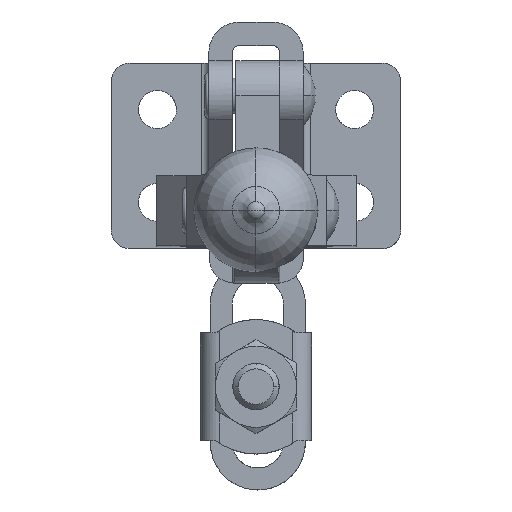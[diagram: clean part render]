
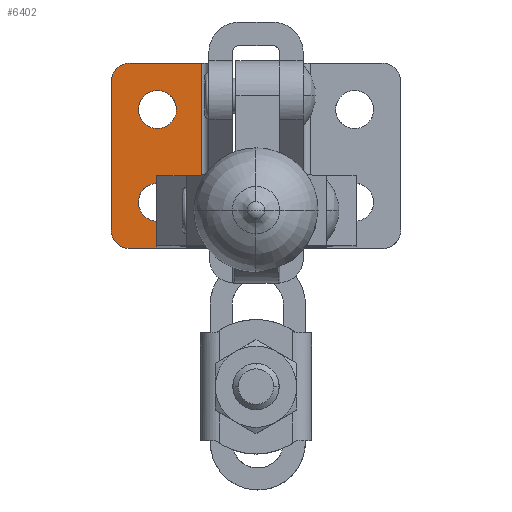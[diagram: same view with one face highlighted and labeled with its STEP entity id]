
A CAD part, top view. The second image highlights one B-rep face of the part: STEP entity #6402.
In plain terms, the highlighted planar face has unit normal (0, 0, 1).
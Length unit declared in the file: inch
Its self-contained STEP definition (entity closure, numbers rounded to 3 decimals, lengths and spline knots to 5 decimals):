
#4229=VERTEX_POINT('',#12853);
#5239=VERTEX_POINT('',#13940);
#5436=VERTEX_POINT('',#14156);
#5680=VERTEX_POINT('',#14408);
#6402=ADVANCED_FACE('',(#15178,#15179,#15180),#15181,.T.);
#7002=VERTEX_POINT('',#15819);
#7987=VERTEX_POINT('',#16878);
#8019=EDGE_CURVE('',#8948,#7002,#16912,.T.);
#8059=VERTEX_POINT('',#16953);
#8194=EDGE_CURVE('',#8938,#8948,#17100,.T.);
#8814=EDGE_CURVE('',#8059,#7987,#17772,.T.);
#8938=VERTEX_POINT('',#17907);
#8948=VERTEX_POINT('',#17919);
#8989=EDGE_CURVE('',#11380,#5436,#17961,.T.);
#10583=EDGE_CURVE('',#5436,#11380,#19676,.T.);
#10892=EDGE_CURVE('',#7987,#8059,#20003,.T.);
#11057=EDGE_CURVE('',#8938,#4229,#20175,.T.);
#11380=VERTEX_POINT('',#20517);
#11382=EDGE_CURVE('',#5239,#4229,#20519,.T.);
#11761=EDGE_CURVE('',#7002,#5680,#20915,.T.);
#12230=EDGE_CURVE('',#5680,#5239,#21421,.T.);
#12853=CARTESIAN_POINT('',(-0.29331,0.0,0.12598));
#13940=CARTESIAN_POINT('',(-0.67913,0.,0.12598));
#14156=CARTESIAN_POINT('',(-0.42913,-0.75,0.12598));
#14408=CARTESIAN_POINT('',(-0.7815,-0.10236,0.12598));
#15178=FACE_OUTER_BOUND('',#28369,.T.);
#15179=FACE_BOUND('',#28370,.T.);
#15180=FACE_BOUND('',#28371,.T.);
#15181=PLANE('',#28372);
#15819=CARTESIAN_POINT('',(-0.7815,-0.89764,0.12598));
#16878=CARTESIAN_POINT('',(-0.63386,-0.25,0.12598));
#16912=(B_SPLINE_CURVE(3,(#32567,#32568,#32569,#32570),.UNSPECIFIED.,.F.,.F.)B_SPLINE_CURVE_WITH_KNOTS((4,4),(4.71239,6.28319),.UNSPECIFIED.)RATIONAL_B_SPLINE_CURVE((1.0,0.805,0.805,1.0))BOUNDED_CURVE()REPRESENTATION_ITEM('')GEOMETRIC_REPRESENTATION_ITEM()CURVE());
#16953=CARTESIAN_POINT('',(-0.42913,-0.25,0.12598));
#17100=B_SPLINE_CURVE_WITH_KNOTS('',1,(#33091,#33092),.UNSPECIFIED.,.F.,.F.,(2,2),(-0.0124,-0.0026),.UNSPECIFIED.);
#17772=(B_SPLINE_CURVE(3,(#35128,#35129,#35130,#35131),.UNSPECIFIED.,.F.,.F.)B_SPLINE_CURVE_WITH_KNOTS((4,4),(-6.28319,-3.14159),.UNSPECIFIED.)RATIONAL_B_SPLINE_CURVE((1.0,0.333,0.333,1.0))BOUNDED_CURVE()REPRESENTATION_ITEM('')GEOMETRIC_REPRESENTATION_ITEM()CURVE());
#17907=CARTESIAN_POINT('',(-0.29331,-1.0,0.12598));
#17919=CARTESIAN_POINT('',(-0.67913,-1.0,0.12598));
#17961=(B_SPLINE_CURVE(3,(#35684,#35685,#35686,#35687),.UNSPECIFIED.,.F.,.F.)B_SPLINE_CURVE_WITH_KNOTS((4,4),(-3.14159,0.0),.UNSPECIFIED.)RATIONAL_B_SPLINE_CURVE((1.0,0.333,0.333,1.0))BOUNDED_CURVE()REPRESENTATION_ITEM('')GEOMETRIC_REPRESENTATION_ITEM()CURVE());
#19676=(B_SPLINE_CURVE(3,(#40529,#40530,#40531,#40532),.UNSPECIFIED.,.F.,.F.)B_SPLINE_CURVE_WITH_KNOTS((4,4),(-6.28319,-3.14159),.UNSPECIFIED.)RATIONAL_B_SPLINE_CURVE((1.0,0.333,0.333,1.0))BOUNDED_CURVE()REPRESENTATION_ITEM('')GEOMETRIC_REPRESENTATION_ITEM()CURVE());
#20003=(B_SPLINE_CURVE(3,(#41768,#41769,#41770,#41771),.UNSPECIFIED.,.F.,.F.)B_SPLINE_CURVE_WITH_KNOTS((4,4),(-3.14159,0.0),.UNSPECIFIED.)RATIONAL_B_SPLINE_CURVE((1.0,0.333,0.333,1.0))BOUNDED_CURVE()REPRESENTATION_ITEM('')GEOMETRIC_REPRESENTATION_ITEM()CURVE());
#20175=B_SPLINE_CURVE_WITH_KNOTS('',1,(#42478,#42479),.UNSPECIFIED.,.F.,.F.,(2,2),(-0.0372,-0.0118),.UNSPECIFIED.);
#20517=CARTESIAN_POINT('',(-0.63386,-0.75,0.12598));
#20519=B_SPLINE_CURVE_WITH_KNOTS('',1,(#43299,#43300),.UNSPECIFIED.,.F.,.F.,(2,2),(0.0026,0.0124),.UNSPECIFIED.);
#20915=B_SPLINE_CURVE_WITH_KNOTS('',1,(#44950,#44951),.UNSPECIFIED.,.F.,.F.,(2,2),(-0.0183,0.0019),.UNSPECIFIED.);
#21421=(B_SPLINE_CURVE(3,(#46077,#46078,#46079,#46080),.UNSPECIFIED.,.F.,.F.)B_SPLINE_CURVE_WITH_KNOTS((4,4),(0.0,1.5708),.UNSPECIFIED.)RATIONAL_B_SPLINE_CURVE((1.0,0.805,0.805,1.0))BOUNDED_CURVE()REPRESENTATION_ITEM('')GEOMETRIC_REPRESENTATION_ITEM()CURVE());
#28369=EDGE_LOOP('',(#49667,#49668,#49669,#49670,#49671,#49672));
#28370=EDGE_LOOP('',(#49673,#49674));
#28371=EDGE_LOOP('',(#49675,#49676));
#28372=AXIS2_PLACEMENT_3D('',#49677,#49678,#49679);
#32567=CARTESIAN_POINT('',(-0.67913,-1.0,0.12598));
#32568=CARTESIAN_POINT('',(-0.7391,-1.0,0.12598));
#32569=CARTESIAN_POINT('',(-0.7815,-0.9576,0.12598));
#32570=CARTESIAN_POINT('',(-0.7815,-0.89764,0.12598));
#33091=CARTESIAN_POINT('',(-0.29331,-1.0,0.12598));
#33092=CARTESIAN_POINT('',(-0.67913,-1.0,0.12598));
#35128=CARTESIAN_POINT('',(-0.42913,-0.25,0.12598));
#35129=CARTESIAN_POINT('',(-0.42913,-0.04528,0.12598));
#35130=CARTESIAN_POINT('',(-0.63386,-0.04528,0.12598));
#35131=CARTESIAN_POINT('',(-0.63386,-0.25,0.12598));
#35684=CARTESIAN_POINT('',(-0.63386,-0.75,0.12598));
#35685=CARTESIAN_POINT('',(-0.63386,-0.95472,0.12598));
#35686=CARTESIAN_POINT('',(-0.42913,-0.95472,0.12598));
#35687=CARTESIAN_POINT('',(-0.42913,-0.75,0.12598));
#40529=CARTESIAN_POINT('',(-0.42913,-0.75,0.12598));
#40530=CARTESIAN_POINT('',(-0.42913,-0.54528,0.12598));
#40531=CARTESIAN_POINT('',(-0.63386,-0.54528,0.12598));
#40532=CARTESIAN_POINT('',(-0.63386,-0.75,0.12598));
#41768=CARTESIAN_POINT('',(-0.63386,-0.25,0.12598));
#41769=CARTESIAN_POINT('',(-0.63386,-0.45472,0.12598));
#41770=CARTESIAN_POINT('',(-0.42913,-0.45472,0.12598));
#41771=CARTESIAN_POINT('',(-0.42913,-0.25,0.12598));
#42478=CARTESIAN_POINT('',(-0.29331,-1.0,0.12598));
#42479=CARTESIAN_POINT('',(-0.29331,0.0,0.12598));
#43299=CARTESIAN_POINT('',(-0.67913,0.,0.12598));
#43300=CARTESIAN_POINT('',(-0.29331,0.0,0.12598));
#44950=CARTESIAN_POINT('',(-0.7815,-0.89764,0.12598));
#44951=CARTESIAN_POINT('',(-0.7815,-0.10236,0.12598));
#46077=CARTESIAN_POINT('',(-0.7815,-0.10236,0.12598));
#46078=CARTESIAN_POINT('',(-0.7815,-0.0424,0.12598));
#46079=CARTESIAN_POINT('',(-0.7391,0.,0.12598));
#46080=CARTESIAN_POINT('',(-0.67913,0.,0.12598));
#49667=ORIENTED_EDGE('',*,*,#8194,.F.);
#49668=ORIENTED_EDGE('',*,*,#11057,.T.);
#49669=ORIENTED_EDGE('',*,*,#11382,.F.);
#49670=ORIENTED_EDGE('',*,*,#12230,.F.);
#49671=ORIENTED_EDGE('',*,*,#11761,.F.);
#49672=ORIENTED_EDGE('',*,*,#8019,.F.);
#49673=ORIENTED_EDGE('',*,*,#8989,.F.);
#49674=ORIENTED_EDGE('',*,*,#10583,.F.);
#49675=ORIENTED_EDGE('',*,*,#10892,.F.);
#49676=ORIENTED_EDGE('',*,*,#8814,.F.);
#49677=CARTESIAN_POINT('',(-0.7815,-1.0,0.12598));
#49678=DIRECTION('',(0.,0.,1.0));
#49679=DIRECTION('',(1.0,0.,0.));
